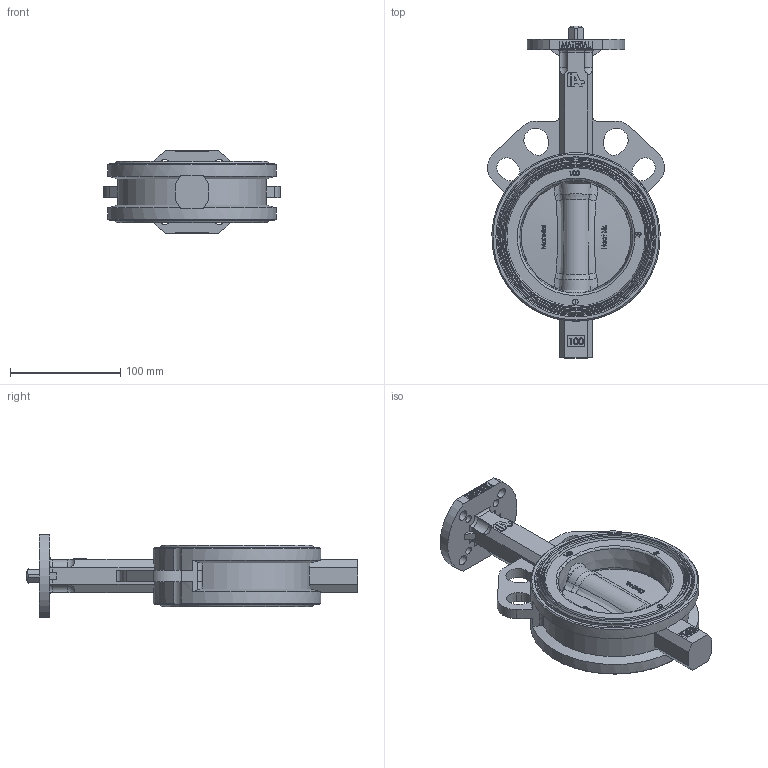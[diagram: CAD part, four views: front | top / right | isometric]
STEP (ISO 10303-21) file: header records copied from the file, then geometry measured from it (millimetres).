
FILE_DESCRIPTION (( 'STEP AP214' ), '1' );
FILE_NAME ('D1K0100.STEP', '2016-04-29T08:22:10', ( '' ), ( '' ), 'SwSTEP 2.0', 'SolidWorks 2014', '' );
FILE_SCHEMA (( 'AUTOMOTIVE_DESIGN' ));
Length unit declared in the file: millimetre
Products named in the file (1): D1K0100
Bounding box: 160.86 x 301.7 x 75 mm (x, y, z)
Surface area: 146362.8 mm2 (no closed solid volume)
Topology: 0 solids, 10 shells, 576 faces, 1915 edges, 1327 vertices
Faces by surface type: plane 336, bspline 98, cylinder 72, cone 60, torus 6, sphere 4
Full cylindrical faces by diameter (mm): 5 x2, 7 x4, 8.4 x2, 9.5 x4, 12.9 x1, 13.1 x1, 36 x1, 38 x1, 141.5 x2, 143.6 x2
Entity records: 33926 total; most frequent: CARTESIAN_POINT 12488, ORIENTED_EDGE 3111, DIRECTION 2529, EDGE_CURVE 1858, VERTEX_POINT 1316, LINE 1099, VECTOR 1099, EDGE_LOOP 732
